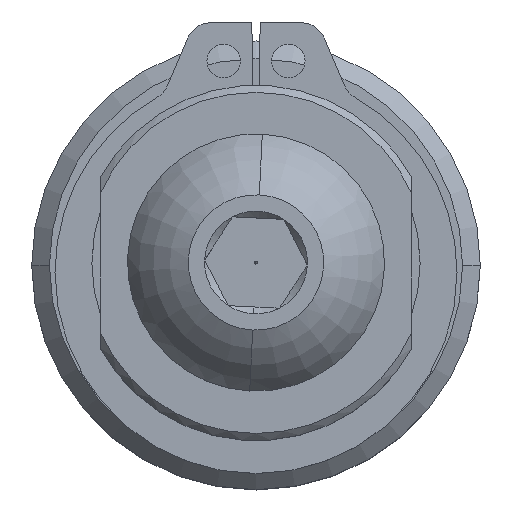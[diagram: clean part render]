
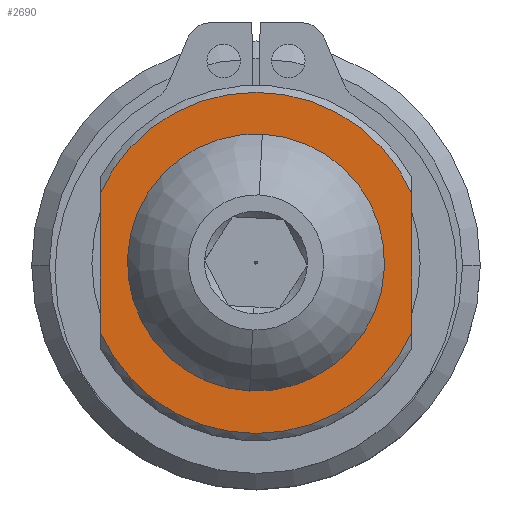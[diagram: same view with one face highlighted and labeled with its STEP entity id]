
A CAD part, top view. The second image highlights one B-rep face of the part: STEP entity #2690.
In plain terms, the highlighted planar face has unit normal (0, 0, 1).
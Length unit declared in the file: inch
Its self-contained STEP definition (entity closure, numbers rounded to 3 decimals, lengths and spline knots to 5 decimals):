
#53 = DIRECTION ( 'NONE',  ( 0., 0., 1. ) ) ;
#350 = DIRECTION ( 'NONE',  ( 1., 0., 0. ) ) ;
#553 = FACE_OUTER_BOUND ( 'NONE', #1131, .T. ) ;
#577 = DIRECTION ( 'NONE',  ( 0., 0., 1. ) ) ;
#667 = AXIS2_PLACEMENT_3D ( 'NONE', #1914, #53, #350 ) ;
#789 = VECTOR ( 'NONE', #1318, 39.37008 ) ;
#804 = DIRECTION ( 'NONE',  ( 0., -1., 0. ) ) ;
#933 = AXIS2_PLACEMENT_3D ( 'NONE', #2733, #577, #3327 ) ;
#955 = ORIENTED_EDGE ( 'NONE', *, *, #2556, .F. ) ;
#1102 = LINE ( 'NONE', #3552, #1226 ) ;
#1131 = EDGE_LOOP ( 'NONE', ( #2538, #3888, #2195, #2637 ) ) ;
#1144 = FACE_BOUND ( 'NONE', #3205, .T. ) ;
#1175 = CARTESIAN_POINT ( 'NONE',  ( 0., 0., 1.03312 ) ) ;
#1210 = CARTESIAN_POINT ( 'NONE',  ( -0.21875, -0.09751, 1.03312 ) ) ;
#1226 = VECTOR ( 'NONE', #804, 39.37008 ) ;
#1318 = DIRECTION ( 'NONE',  ( 0., 1., 0. ) ) ;
#1388 = VERTEX_POINT ( 'NONE', #1210 ) ;
#1441 = EDGE_CURVE ( 'NONE', #3120, #3304, #1102, .T. ) ;
#1513 = CARTESIAN_POINT ( 'NONE',  ( -0.21875, 0.09751, 1.03312 ) ) ;
#1521 = DIRECTION ( 'NONE',  ( 1., 0., 0. ) ) ;
#1771 = CARTESIAN_POINT ( 'NONE',  ( 0., 0., 1.03312 ) ) ;
#1871 = VERTEX_POINT ( 'NONE', #1513 ) ;
#1914 = CARTESIAN_POINT ( 'NONE',  ( 0., 0., 1.03312 ) ) ;
#2080 = CIRCLE ( 'NONE', #3043, 0.098 ) ;
#2095 = DIRECTION ( 'NONE',  ( 1., 0., 0. ) ) ;
#2183 = EDGE_CURVE ( 'NONE', #3120, #1871, #2912, .T. ) ;
#2195 = ORIENTED_EDGE ( 'NONE', *, *, #1441, .F. ) ;
#2224 = VERTEX_POINT ( 'NONE', #3421 ) ;
#2231 = EDGE_CURVE ( 'NONE', #1388, #1871, #3398, .T. ) ;
#2374 = VERTEX_POINT ( 'NONE', #3531 ) ;
#2453 = DIRECTION ( 'NONE',  ( 0., 0., 1. ) ) ;
#2538 = ORIENTED_EDGE ( 'NONE', *, *, #2231, .F. ) ;
#2556 = EDGE_CURVE ( 'NONE', #2374, #2224, #2080, .T. ) ;
#2603 = CIRCLE ( 'NONE', #933, 0.098 ) ;
#2637 = ORIENTED_EDGE ( 'NONE', *, *, #2183, .T. ) ;
#2665 = AXIS2_PLACEMENT_3D ( 'NONE', #1771, #3002, #2095 ) ;
#2690 = ADVANCED_FACE ( 'NONE', ( #1144, #553 ), #3632, .T. ) ;
#2733 = CARTESIAN_POINT ( 'NONE',  ( 0., 0., 1.03312 ) ) ;
#2737 = AXIS2_PLACEMENT_3D ( 'NONE', #1175, #3053, #3346 ) ;
#2766 = CARTESIAN_POINT ( 'NONE',  ( 0., 0., 1.03312 ) ) ;
#2912 = CIRCLE ( 'NONE', #667, 0.2395 ) ;
#3002 = DIRECTION ( 'NONE',  ( 0., 0., 1. ) ) ;
#3043 = AXIS2_PLACEMENT_3D ( 'NONE', #2766, #2453, #1521 ) ;
#3053 = DIRECTION ( 'NONE',  ( 0., 0., 1. ) ) ;
#3120 = VERTEX_POINT ( 'NONE', #3249 ) ;
#3165 = EDGE_CURVE ( 'NONE', #1388, #3304, #3371, .T. ) ;
#3176 = CARTESIAN_POINT ( 'NONE',  ( -0.21875, 0.11999, 1.03312 ) ) ;
#3195 = CARTESIAN_POINT ( 'NONE',  ( 0.21875, -0.09751, 1.03312 ) ) ;
#3205 = EDGE_LOOP ( 'NONE', ( #955, #3653 ) ) ;
#3249 = CARTESIAN_POINT ( 'NONE',  ( 0.21875, 0.09751, 1.03312 ) ) ;
#3304 = VERTEX_POINT ( 'NONE', #3195 ) ;
#3327 = DIRECTION ( 'NONE',  ( 1., 0., 0. ) ) ;
#3346 = DIRECTION ( 'NONE',  ( 1., 0., 0. ) ) ;
#3371 = CIRCLE ( 'NONE', #2737, 0.2395 ) ;
#3398 = LINE ( 'NONE', #3176, #789 ) ;
#3421 = CARTESIAN_POINT ( 'NONE',  ( -0.098, 0., 1.03312 ) ) ;
#3531 = CARTESIAN_POINT ( 'NONE',  ( 0.098, 0., 1.03312 ) ) ;
#3552 = CARTESIAN_POINT ( 'NONE',  ( 0.21875, -0.11999, 1.03312 ) ) ;
#3632 = PLANE ( 'NONE',  #2665 ) ;
#3653 = ORIENTED_EDGE ( 'NONE', *, *, #3794, .F. ) ;
#3794 = EDGE_CURVE ( 'NONE', #2224, #2374, #2603, .T. ) ;
#3888 = ORIENTED_EDGE ( 'NONE', *, *, #3165, .T. ) ;
